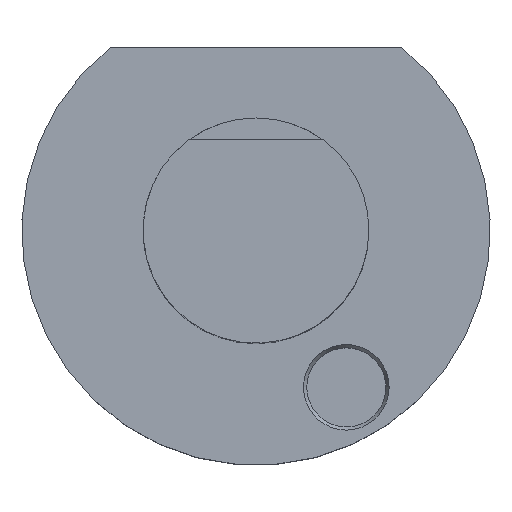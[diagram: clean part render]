
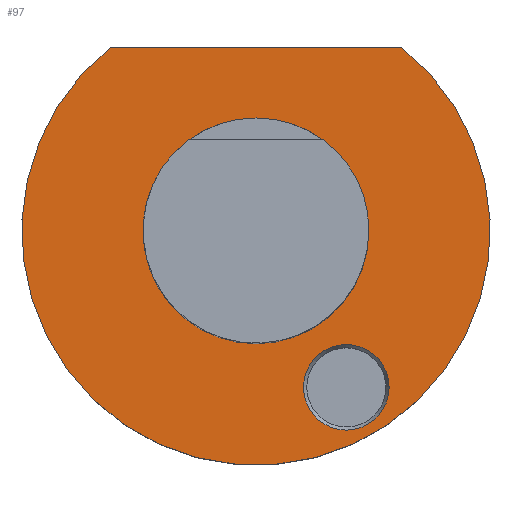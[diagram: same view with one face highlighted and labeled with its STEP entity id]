
A CAD part, top view. The second image highlights one B-rep face of the part: STEP entity #97.
In plain terms, the highlighted planar face has unit normal (0, 0, 1).
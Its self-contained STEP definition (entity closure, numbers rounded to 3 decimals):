
#57=PLANE('',#391);
#68=LINE('',#571,#82);
#82=VECTOR('',#456,1.);
#97=ADVANCED_FACE('',(#127,#128,#129),#57,.T.);
#127=FACE_BOUND('',#153,.T.);
#128=FACE_BOUND('',#154,.T.);
#129=FACE_BOUND('',#155,.T.);
#153=EDGE_LOOP('',(#196));
#154=EDGE_LOOP('',(#197));
#155=EDGE_LOOP('',(#198,#199));
#196=ORIENTED_EDGE('',*,*,#303,.F.);
#197=ORIENTED_EDGE('',*,*,#304,.F.);
#198=ORIENTED_EDGE('',*,*,#301,.F.);
#199=ORIENTED_EDGE('',*,*,#302,.T.);
#268=VERTEX_POINT('',#566);
#269=VERTEX_POINT('',#568);
#270=VERTEX_POINT('',#574);
#271=VERTEX_POINT('',#576);
#301=EDGE_CURVE('',#269,#268,#338,.T.);
#302=EDGE_CURVE('',#269,#268,#68,.T.);
#303=EDGE_CURVE('',#270,#270,#339,.T.);
#304=EDGE_CURVE('',#271,#271,#340,.T.);
#338=CIRCLE('',#386,41.5);
#339=CIRCLE('',#389,19.996);
#340=CIRCLE('',#390,7.584);
#386=AXIS2_PLACEMENT_3D('',#569,#452,#453);
#389=AXIS2_PLACEMENT_3D('',#573,#459,#460);
#390=AXIS2_PLACEMENT_3D('',#575,#461,#462);
#391=AXIS2_PLACEMENT_3D('',#577,#463,#464);
#452=DIRECTION('',(0.,0.,-1.));
#453=DIRECTION('',(1.,0.,0.));
#456=DIRECTION('',(-1.,0.,0.));
#459=DIRECTION('',(0.,0.,1.));
#460=DIRECTION('',(1.,0.,0.));
#461=DIRECTION('',(0.,0.,1.));
#462=DIRECTION('',(1.,0.,0.));
#463=DIRECTION('',(0.,0.,1.));
#464=DIRECTION('',(-1.,0.,0.));
#566=CARTESIAN_POINT('',(-25.807,32.5,0.));
#568=CARTESIAN_POINT('',(25.807,32.5,0.));
#569=CARTESIAN_POINT('',(0.,0.,0.));
#571=CARTESIAN_POINT('',(-41.,32.5,0.));
#573=CARTESIAN_POINT('',(0.,0.,0.));
#574=CARTESIAN_POINT('',(19.996,0.,0.));
#575=CARTESIAN_POINT('',(16.,-27.713,0.));
#576=CARTESIAN_POINT('',(23.584,-27.713,0.));
#577=CARTESIAN_POINT('',(-41.,0.,0.));
